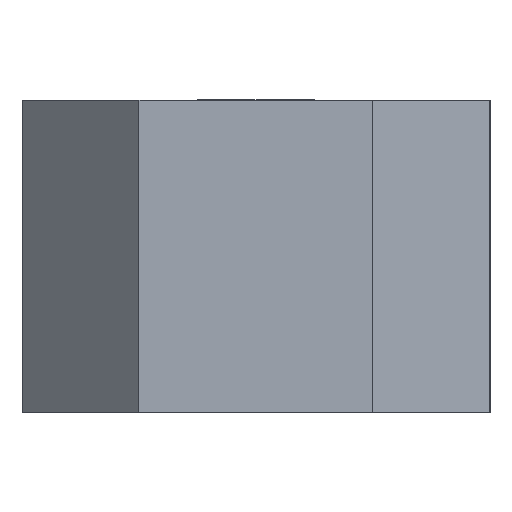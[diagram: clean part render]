
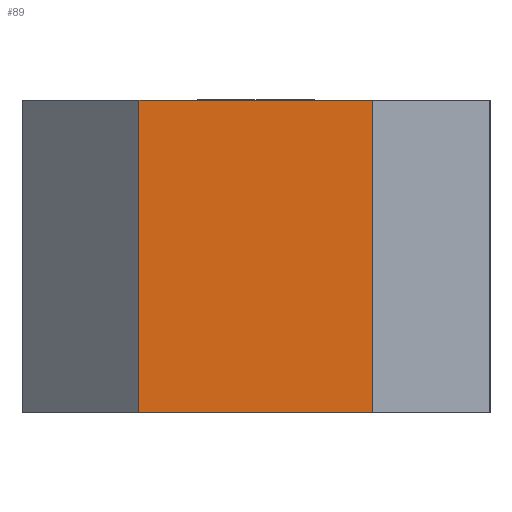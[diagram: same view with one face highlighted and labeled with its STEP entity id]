
A CAD part, left-side view. The second image highlights one B-rep face of the part: STEP entity #89.
In plain terms, the highlighted planar face has unit normal (-1, 0, 0).
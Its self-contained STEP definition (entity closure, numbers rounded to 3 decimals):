
#89=ADVANCED_FACE('',(#269),#271,.F.);
#269=FACE_BOUND('',#270,.T.);
#270=EDGE_LOOP('',(#401,#402,#403,#404));
#271=PLANE('',#272);
#272=AXIS2_PLACEMENT_3D('',#273,#274,#275);
#273=CARTESIAN_POINT('',(0.,0.,4.));
#274=DIRECTION('',(1.,0.,0.));
#275=DIRECTION('',(0.,0.,-1.));
#401=ORIENTED_EDGE('',*,*,#507,.T.);
#402=ORIENTED_EDGE('',*,*,#508,.F.);
#403=ORIENTED_EDGE('',*,*,#509,.T.);
#404=ORIENTED_EDGE('',*,*,#510,.T.);
#507=EDGE_CURVE('',#575,#576,#577,.T.);
#508=EDGE_CURVE('',#578,#576,#579,.T.);
#509=EDGE_CURVE('',#578,#580,#581,.T.);
#510=EDGE_CURVE('',#580,#575,#582,.T.);
#575=VERTEX_POINT('',#907);
#576=VERTEX_POINT('',#908);
#577=LINE('',#909,#910);
#578=VERTEX_POINT('',#912);
#579=LINE('',#913,#914);
#580=VERTEX_POINT('',#916);
#581=LINE('',#917,#918);
#582=LINE('',#920,#921);
#907=CARTESIAN_POINT('',(0.,4.5,4.));
#908=CARTESIAN_POINT('',(0.,4.5,0.));
#909=CARTESIAN_POINT('',(0.,4.5,4.));
#910=VECTOR('',#911,1.);
#911=DIRECTION('',(0.,0.,-1.));
#912=CARTESIAN_POINT('',(0.,1.5,0.));
#913=CARTESIAN_POINT('',(0.,1.5,0.));
#914=VECTOR('',#915,1.);
#915=DIRECTION('',(0.,1.,0.));
#916=CARTESIAN_POINT('',(0.,1.5,4.));
#917=CARTESIAN_POINT('',(0.,1.5,0.));
#918=VECTOR('',#919,1.);
#919=DIRECTION('',(0.,0.,1.));
#920=CARTESIAN_POINT('',(0.,1.5,4.));
#921=VECTOR('',#922,1.);
#922=DIRECTION('',(0.,1.,0.));
